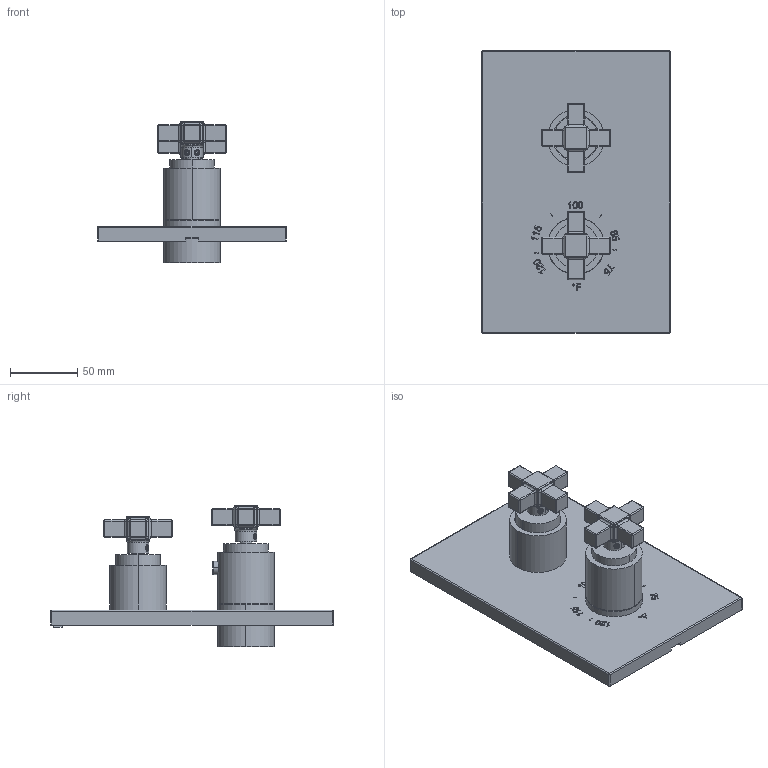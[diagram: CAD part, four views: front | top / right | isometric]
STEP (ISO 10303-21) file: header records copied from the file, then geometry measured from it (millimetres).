
FILE_DESCRIPTION((''),'2;1');
FILE_NAME('3-3153TS_ASM','2018-02-02T',('rsmith'),(''),'PRO/ENGINEER BY PARAMETRIC TECHNOLOGY CORPORATION, 2013150','PRO/ENGINEER BY PARAMETRIC TECHNOLOGY CORPORATION, 2013150','');
FILE_SCHEMA(('CONFIG_CONTROL_DESIGN'));
Length unit declared in the file: inch
Products named in the file (22): 12349; H-78_2_FEET; 91678; 2-999_ASM; 12368; 91249; 91080; 2-996_ASM; 91308; 12348; 12345; 12354; 12353; 92137; 91246; 92849; 2-998_ASM; 92113; 12562; 92000; 20-197_ASM; 3-3153TS_ASM
Assembly tree (24 placements, depth 3):
  3-3153TS_ASM
    2-999_ASM
      12349
      H-78_2_FEET
      91678
    2-996_ASM
      12368
      91249
      91080
    91308
    12348
    12345
    2-998_ASM
      12354
      12353
      92137
      91246
      92849
    92113  x2
    20-197_ASM  x2
      12562
      92000
Bounding box: 139.7 x 209.55 x 104.65 mm (x, y, z)
Volume: 182091.7 mm3; surface area: 205598 mm2
Topology: 22 solids, 35 shells, 2813 faces, 7158 edges, 4497 vertices
Faces by surface type: plane 1013, cylinder 807, extrusion 358, bspline 244, cone 153, sphere 120, torus 114, revolution 4
Entity records: 91961 total; most frequent: CARTESIAN_POINT 44064, ORIENTED_EDGE 10561, DIRECTION 8344, EDGE_CURVE 5313, VERTEX_POINT 3369, AXIS2_PLACEMENT_3D 2804, VECTOR 2732, LINE 2374
